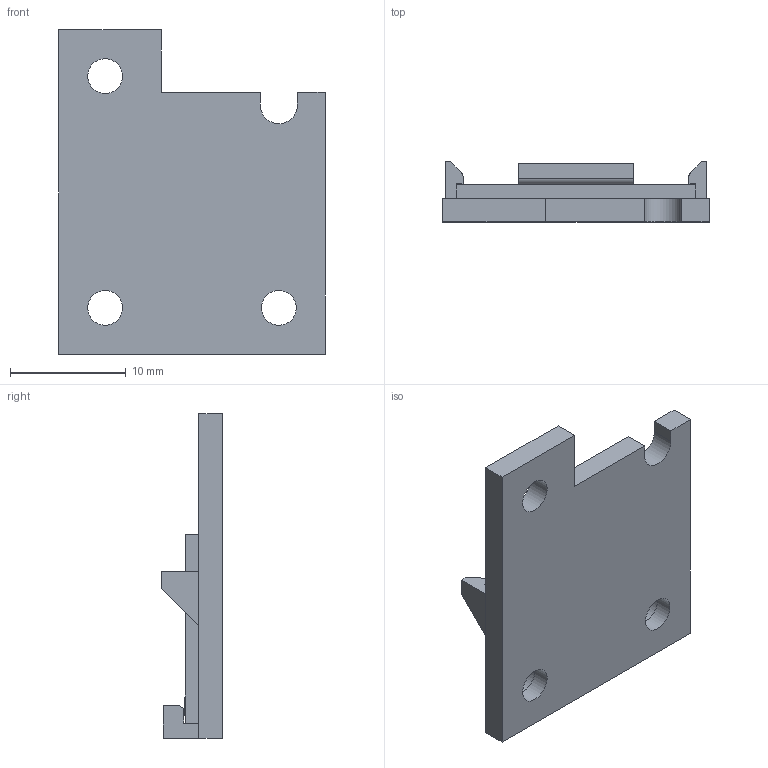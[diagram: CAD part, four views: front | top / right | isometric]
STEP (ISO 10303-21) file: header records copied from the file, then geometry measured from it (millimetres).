
FILE_DESCRIPTION(/* description */ (''),/* implementation_level */ '2;1');
FILE_NAME(/* name */ 'adxl345-adapter.step',/* time_stamp */ '2021-05-16T16:10:24-05:00',/* author */ (''),/* organization */ (''),/* preprocessor_version */ 'ST-DEVELOPER v18.1',/* originating_system */ 'Autodesk Translation Framework v10.6.0.1341',/* authorisation */ '');
FILE_SCHEMA (('AUTOMOTIVE_DESIGN { 1 0 10303 214 3 1 1 }'));
Length unit declared in the file: millimetre
Products named in the file (6): (Unsaved); jubilee_xy_frame_assembly_Centered Carriage; crossbar_with_carriage_center; carriage_center_assembly; center_carriage_with_inserts; carriage_Carriage Center Plate
Assembly tree (5 placements, depth 6):
  (Unsaved)
    jubilee_xy_frame_assembly_Centered Carriage
      crossbar_with_carriage_center
        carriage_center_assembly
          center_carriage_with_inserts
            carriage_Carriage Center Plate
Bounding box: 23 x 5.2 x 28 mm (x, y, z)
Volume: 1553.7 mm3; surface area: 2336.9 mm2
Topology: 2 solids, 2 shells, 183 faces, 507 edges, 338 vertices
Faces by surface type: plane 110, bspline 64, cylinder 9
Full cylindrical faces by diameter (mm): 3 x5
Entity records: 7014 total; most frequent: CARTESIAN_POINT 2601, ORIENTED_EDGE 1014, DIRECTION 657, EDGE_CURVE 507, LINE 361, VECTOR 361, VERTEX_POINT 338, EDGE_LOOP 203
